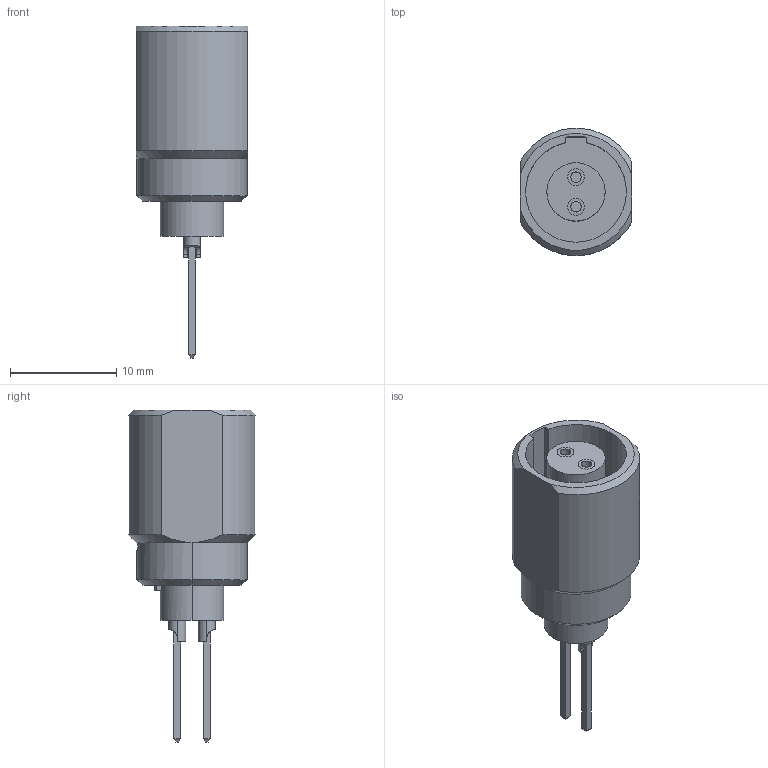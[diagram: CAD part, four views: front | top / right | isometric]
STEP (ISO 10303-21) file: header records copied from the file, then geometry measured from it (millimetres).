
FILE_DESCRIPTION((''),'2;1');
FILE_NAME('LEMO_EDA-02833-V1-0_Part1.stp','2013-09-19T11:06:23',(''),(''),'Mechanical Desktop 2011','Mechanical Desktop 2011',', , ');
FILE_SCHEMA(('AUTOMOTIVE_DESIGN { 1 2 10303 214 1 1 1 1 }'));
Length unit declared in the file: millimetre
Products named in the file (1): Product
Bounding box: 10.5 x 11.96 x 31.3 mm (x, y, z)
Volume: 1104 mm3; surface area: 2000 mm2
Topology: 9 solids, 9 shells, 94 faces, 209 edges, 130 vertices
Faces by surface type: plane 55, cylinder 33, cone 6
Entity records: 2874 total; most frequent: CARTESIAN_POINT 680, DIRECTION 454, ORIENTED_EDGE 418, EDGE_CURVE 209, AXIS2_PLACEMENT_3D 164, VERTEX_POINT 130, VECTOR 126, LINE 126
